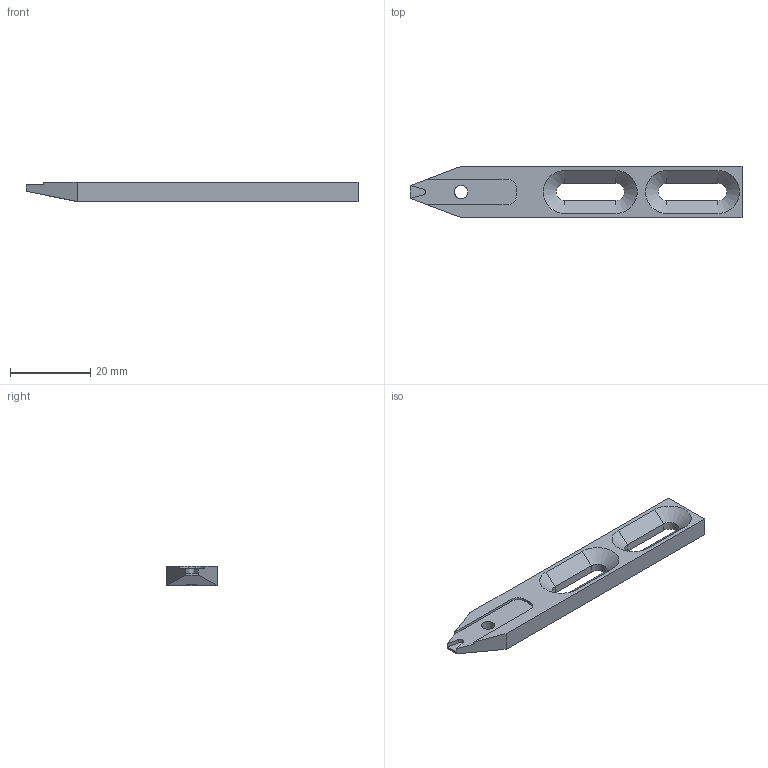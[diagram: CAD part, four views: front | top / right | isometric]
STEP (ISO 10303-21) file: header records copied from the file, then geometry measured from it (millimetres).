
FILE_DESCRIPTION((''),'2;1');
FILE_NAME('headposthldrev5.stp','2020-01-22T08:15:07',('eifert'),(''),'Autodesk Inventor 11','Autodesk Inventor 11','');
FILE_SCHEMA(('AUTOMOTIVE_DESIGN { 1 0 10303 214 1 1 1 1 }'));
Length unit declared in the file: inch
Products named in the file (1): headposthldrev5
Bounding box: 82.55 x 12.7 x 4.78 mm (x, y, z)
Volume: 3405.3 mm3; surface area: 2840.7 mm2
Topology: 1 solids, 1 shells, 36 faces, 94 edges, 59 vertices
Faces by surface type: plane 24, cylinder 7, cone 4, bspline 1
Entity records: 1127 total; most frequent: CARTESIAN_POINT 204, DIRECTION 185, ORIENTED_EDGE 184, EDGE_CURVE 92, VECTOR 71, LINE 71, VERTEX_POINT 58, AXIS2_PLACEMENT_3D 57
